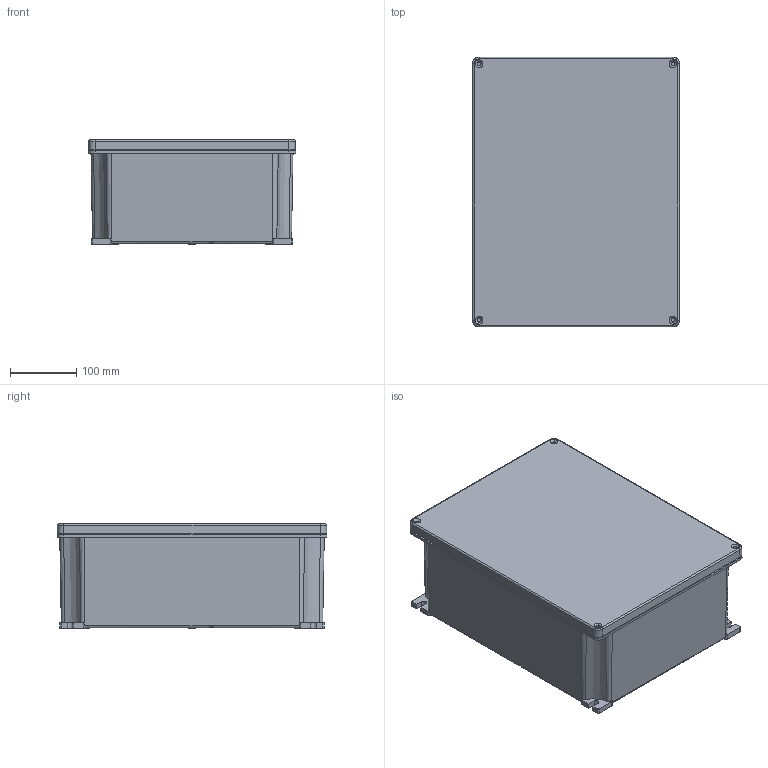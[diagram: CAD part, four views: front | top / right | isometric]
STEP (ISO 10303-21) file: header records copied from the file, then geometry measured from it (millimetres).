
FILE_DESCRIPTION((''),'2;1');
FILE_NAME('GW76267_SW0001','2021-04-01T11:30:46',('User'),('Axiro Italia'),'CREO PARAMETRIC BY PTC INC, 2020354','CREO PARAMETRIC BY PTC INC, 2020354','');
FILE_SCHEMA(('CONFIG_CONTROL_DESIGN'));
Length unit declared in the file: millimetre
Products named in the file (1): GW76267_SW0001
Bounding box: 312.45 x 406.45 x 157.15 mm (x, y, z)
Volume: 18548601.1 mm3; surface area: 474549.2 mm2
Topology: 1 solids, 1 shells, 175 faces, 477 edges, 315 vertices
Faces by surface type: plane 79, cone 54, cylinder 38, torus 4
Entity records: 6085 total; most frequent: CARTESIAN_POINT 1538, ORIENTED_EDGE 954, DIRECTION 940, EDGE_CURVE 477, AXIS2_PLACEMENT_3D 340, VERTEX_POINT 315, VECTOR 260, LINE 260
